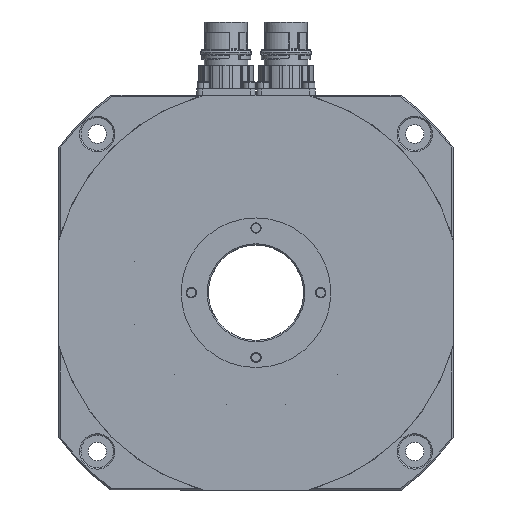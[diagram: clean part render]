
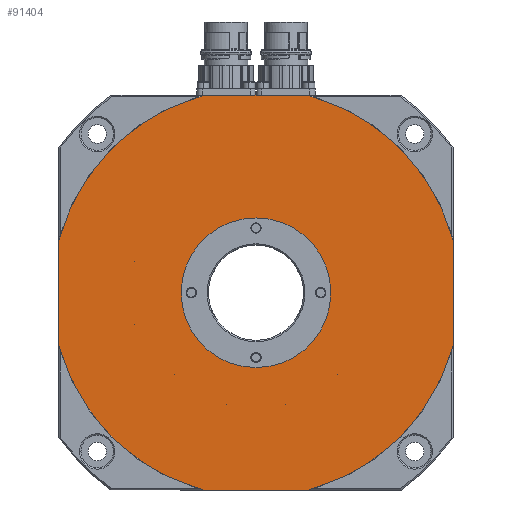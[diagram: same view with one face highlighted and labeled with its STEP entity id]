
A CAD part, left-side view. The second image highlights one B-rep face of the part: STEP entity #91404.
In plain terms, the highlighted planar face has unit normal (-1, 0, 0).
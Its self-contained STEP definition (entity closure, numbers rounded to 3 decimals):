
#415 = EDGE_CURVE ( 'NONE', #82004, #86674, #3124, .T. ) ;
#623 = CARTESIAN_POINT ( 'NONE',  ( -35.5, 0., 0. ) ) ;
#833 = DIRECTION ( 'NONE',  ( -1., 0., 0. ) ) ;
#3124 = LINE ( 'NONE', #81393, #49892 ) ;
#3300 = DIRECTION ( 'NONE',  ( 0., 0., 1. ) ) ;
#4632 = CARTESIAN_POINT ( 'NONE',  ( -35.5, 72.5, -19.203 ) ) ;
#4738 = ORIENTED_EDGE ( 'NONE', *, *, #52524, .T. ) ;
#8639 = VERTEX_POINT ( 'NONE', #58307 ) ;
#8917 = CARTESIAN_POINT ( 'NONE',  ( -35.5, 0., 0. ) ) ;
#9684 = DIRECTION ( 'NONE',  ( 0., 0., 1. ) ) ;
#9741 = VERTEX_POINT ( 'NONE', #60608 ) ;
#11041 = EDGE_CURVE ( 'NONE', #58360, #82006, #27037, .T. ) ;
#17560 = EDGE_LOOP ( 'NONE', ( #19630, #67545 ) ) ;
#17590 = DIRECTION ( 'NONE',  ( 0., 0., -1. ) ) ;
#18233 = AXIS2_PLACEMENT_3D ( 'NONE', #39351, #84674, #3300 ) ;
#18599 = CARTESIAN_POINT ( 'NONE',  ( -35.5, 72.5, 72.5 ) ) ;
#19155 = AXIS2_PLACEMENT_3D ( 'NONE', #55216, #91324, #72741 ) ;
#19216 = AXIS2_PLACEMENT_3D ( 'NONE', #109607, #833, #110805 ) ;
#19319 = CIRCLE ( 'NONE', #32576, 27.5 ) ;
#19630 = ORIENTED_EDGE ( 'NONE', *, *, #111695, .F. ) ;
#20406 = FACE_BOUND ( 'NONE', #17560, .T. ) ;
#23970 = DIRECTION ( 'NONE',  ( -1., 0., 0. ) ) ;
#27037 = CIRCLE ( 'NONE', #27966, 75. ) ;
#27966 = AXIS2_PLACEMENT_3D ( 'NONE', #61045, #104733, #95933 ) ;
#31036 = CARTESIAN_POINT ( 'NONE',  ( -35.5, -72.5, 19.203 ) ) ;
#32015 = ORIENTED_EDGE ( 'NONE', *, *, #39812, .T. ) ;
#32576 = AXIS2_PLACEMENT_3D ( 'NONE', #8917, #72460, #9684 ) ;
#35705 = ORIENTED_EDGE ( 'NONE', *, *, #58636, .T. ) ;
#37018 = EDGE_CURVE ( 'NONE', #59602, #65381, #19319, .T. ) ;
#38800 = ORIENTED_EDGE ( 'NONE', *, *, #93982, .T. ) ;
#39351 = CARTESIAN_POINT ( 'NONE',  ( -35.5, 0., 0. ) ) ;
#39812 = EDGE_CURVE ( 'NONE', #63013, #8639, #68970, .T. ) ;
#39864 = CARTESIAN_POINT ( 'NONE',  ( -35.5, 19.203, 72.5 ) ) ;
#40964 = CARTESIAN_POINT ( 'NONE',  ( -35.5, 72.5, 19.203 ) ) ;
#42621 = CARTESIAN_POINT ( 'NONE',  ( -35.5, 0., 0. ) ) ;
#45458 = DIRECTION ( 'NONE',  ( -1., 0., 0. ) ) ;
#49580 = CARTESIAN_POINT ( 'NONE',  ( -35.5, 0., 27.5 ) ) ;
#49892 = VECTOR ( 'NONE', #99978, 1000. ) ;
#50811 = EDGE_LOOP ( 'NONE', ( #73672, #98594, #35705, #72197, #97522, #4738, #38800, #32015 ) ) ;
#52524 = EDGE_CURVE ( 'NONE', #86674, #9741, #110155, .T. ) ;
#54976 = DIRECTION ( 'NONE',  ( 0., 0., 1. ) ) ;
#55216 = CARTESIAN_POINT ( 'NONE',  ( -35.5, 0., 0. ) ) ;
#55370 = VECTOR ( 'NONE', #82157, 1000. ) ;
#58061 = AXIS2_PLACEMENT_3D ( 'NONE', #623, #45458, #54976 ) ;
#58307 = CARTESIAN_POINT ( 'NONE',  ( -35.5, -19.203, 72.5 ) ) ;
#58360 = VERTEX_POINT ( 'NONE', #39864 ) ;
#58636 = EDGE_CURVE ( 'NONE', #82006, #61378, #58728, .T. ) ;
#58728 = LINE ( 'NONE', #73178, #107025 ) ;
#59602 = VERTEX_POINT ( 'NONE', #49580 ) ;
#60608 = CARTESIAN_POINT ( 'NONE',  ( -35.5, -72.5, -19.203 ) ) ;
#61045 = CARTESIAN_POINT ( 'NONE',  ( -35.5, 0., 0. ) ) ;
#61093 = LINE ( 'NONE', #18599, #55370 ) ;
#61378 = VERTEX_POINT ( 'NONE', #4632 ) ;
#61536 = DIRECTION ( 'NONE',  ( 0., 0., 1. ) ) ;
#63013 = VERTEX_POINT ( 'NONE', #31036 ) ;
#65381 = VERTEX_POINT ( 'NONE', #90736 ) ;
#67545 = ORIENTED_EDGE ( 'NONE', *, *, #37018, .F. ) ;
#68970 = CIRCLE ( 'NONE', #19216, 75. ) ;
#72197 = ORIENTED_EDGE ( 'NONE', *, *, #88554, .T. ) ;
#72460 = DIRECTION ( 'NONE',  ( -1., 0., 0. ) ) ;
#72741 = DIRECTION ( 'NONE',  ( 0., 0., 1. ) ) ;
#73178 = CARTESIAN_POINT ( 'NONE',  ( -35.5, 72.5, 72.5 ) ) ;
#73672 = ORIENTED_EDGE ( 'NONE', *, *, #117587, .T. ) ;
#77158 = CIRCLE ( 'NONE', #18233, 75. ) ;
#77953 = CARTESIAN_POINT ( 'NONE',  ( -35.5, 19.203, -72.5 ) ) ;
#80599 = CARTESIAN_POINT ( 'NONE',  ( -35.5, -72.5, 72.5 ) ) ;
#81371 = CIRCLE ( 'NONE', #88876, 27.5 ) ;
#81393 = CARTESIAN_POINT ( 'NONE',  ( -35.5, 72.5, -72.5 ) ) ;
#82004 = VERTEX_POINT ( 'NONE', #77953 ) ;
#82006 = VERTEX_POINT ( 'NONE', #40964 ) ;
#82157 = DIRECTION ( 'NONE',  ( 0., 1., 0. ) ) ;
#84320 = FACE_OUTER_BOUND ( 'NONE', #50811, .T. ) ;
#84674 = DIRECTION ( 'NONE',  ( -1., 0., 0. ) ) ;
#86674 = VERTEX_POINT ( 'NONE', #97185 ) ;
#88554 = EDGE_CURVE ( 'NONE', #61378, #82004, #77158, .T. ) ;
#88876 = AXIS2_PLACEMENT_3D ( 'NONE', #42621, #23970, #106170 ) ;
#90736 = CARTESIAN_POINT ( 'NONE',  ( -35.5, 0., -27.5 ) ) ;
#91324 = DIRECTION ( 'NONE',  ( -1., 0., 0. ) ) ;
#91404 = ADVANCED_FACE ( 'NONE', ( #84320, #20406 ), #91882, .T. ) ;
#91882 = PLANE ( 'NONE',  #58061 ) ;
#93982 = EDGE_CURVE ( 'NONE', #9741, #63013, #107610, .T. ) ;
#95933 = DIRECTION ( 'NONE',  ( 0., 0., 1. ) ) ;
#97185 = CARTESIAN_POINT ( 'NONE',  ( -35.5, -19.203, -72.5 ) ) ;
#97522 = ORIENTED_EDGE ( 'NONE', *, *, #415, .T. ) ;
#98594 = ORIENTED_EDGE ( 'NONE', *, *, #11041, .T. ) ;
#99978 = DIRECTION ( 'NONE',  ( 0., -1., 0. ) ) ;
#104733 = DIRECTION ( 'NONE',  ( -1., 0., 0. ) ) ;
#106121 = VECTOR ( 'NONE', #61536, 1000. ) ;
#106170 = DIRECTION ( 'NONE',  ( 0., 0., 1. ) ) ;
#107025 = VECTOR ( 'NONE', #17590, 1000. ) ;
#107610 = LINE ( 'NONE', #80599, #106121 ) ;
#109607 = CARTESIAN_POINT ( 'NONE',  ( -35.5, 0., 0. ) ) ;
#110155 = CIRCLE ( 'NONE', #19155, 75. ) ;
#110805 = DIRECTION ( 'NONE',  ( 0., 0., 1. ) ) ;
#111695 = EDGE_CURVE ( 'NONE', #65381, #59602, #81371, .T. ) ;
#117587 = EDGE_CURVE ( 'NONE', #8639, #58360, #61093, .T. ) ;
